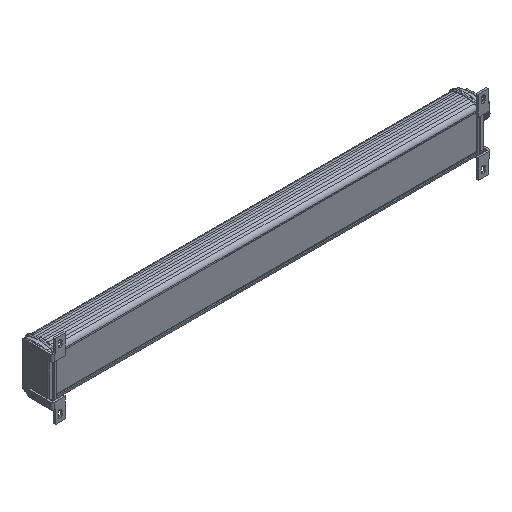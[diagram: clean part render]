
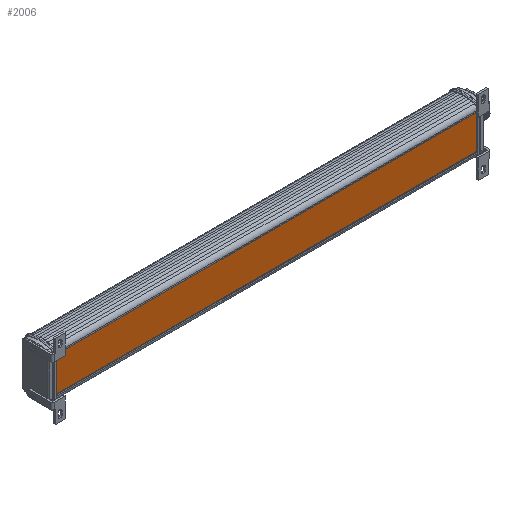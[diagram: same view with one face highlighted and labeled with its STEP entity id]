
A CAD part, isometric view. The second image highlights one B-rep face of the part: STEP entity #2006.
In plain terms, the highlighted planar face has unit normal (0, -1, 0).
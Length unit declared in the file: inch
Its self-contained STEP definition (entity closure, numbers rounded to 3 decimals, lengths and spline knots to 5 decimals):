
#5 = EDGE_CURVE ( 'Defeatured_0_131+Defeatured_0_130+Defeatured_0_238+Defeatured_0_9', #23075, #8731, #10532, .T. ) ;
#1870 = AXIS2_PLACEMENT_3D ( 'NONE', #2552, #19206, #16399 ) ;
#2006 = ADVANCED_FACE ( 'Defeatured_0_130', ( #7314 ), #7160, .T. ) ;
#2552 = CARTESIAN_POINT ( 'NONE',  ( 8.23796, 0.04996, -0.71124 ) ) ;
#3284 = LINE ( 'NONE', #28956, #15929 ) ;
#3367 = VECTOR ( 'NONE', #23363, 39.37008 ) ;
#4200 = VECTOR ( 'NONE', #20152, 39.37008 ) ;
#4567 = VECTOR ( 'NONE', #23328, 39.37008 ) ;
#4716 = CARTESIAN_POINT ( 'NONE',  ( -11.01401, 0.04996, -0.71124 ) ) ;
#5062 = DIRECTION ( 'NONE',  ( 0., 0., 1. ) ) ;
#5277 = EDGE_CURVE ( 'Defeatured_0_9+Defeatured_0_130+Defeatured_0_131+Defeatured_0_129', #8731, #30268, #3284, .T. ) ;
#6175 = CARTESIAN_POINT ( 'NONE',  ( 8.19859, 0.04996, -0.71124 ) ) ;
#7073 = CARTESIAN_POINT ( 'NONE',  ( 8.23796, 0.04996, 0.86356 ) ) ;
#7160 = PLANE ( 'NONE',  #1870 ) ;
#7243 = ORIENTED_EDGE ( 'NONE', *, *, #5, .F. ) ;
#7314 = FACE_OUTER_BOUND ( 'NONE', #25333, .T. ) ;
#7672 = CARTESIAN_POINT ( 'NONE',  ( 8.19859, 0.04996, 0.86356 ) ) ;
#8731 = VERTEX_POINT ( 'NONE', #4716 ) ;
#10532 = LINE ( 'NONE', #29927, #4200 ) ;
#12635 = ORIENTED_EDGE ( 'NONE', *, *, #5277, .F. ) ;
#15929 = VECTOR ( 'NONE', #5062, 39.37008 ) ;
#16399 = DIRECTION ( 'NONE',  ( 1., 0., 0. ) ) ;
#19206 = DIRECTION ( 'NONE',  ( 0., -1., 0. ) ) ;
#19524 = EDGE_CURVE ( 'Defeatured_0_130+Defeatured_0_129+Defeatured_0_238+Defeatured_0_9', #27103, #30268, #22319, .T. ) ;
#20152 = DIRECTION ( 'NONE',  ( -1., 0., 0. ) ) ;
#22319 = LINE ( 'NONE', #7073, #3367 ) ;
#22648 = CARTESIAN_POINT ( 'NONE',  ( -11.01401, 0.04996, 0.86356 ) ) ;
#22759 = ORIENTED_EDGE ( 'NONE', *, *, #28579, .F. ) ;
#23075 = VERTEX_POINT ( 'NONE', #6175 ) ;
#23123 = CARTESIAN_POINT ( 'NONE',  ( 8.19859, 0.04996, -0.71124 ) ) ;
#23315 = ORIENTED_EDGE ( 'NONE', *, *, #19524, .T. ) ;
#23328 = DIRECTION ( 'NONE',  ( 0., 0., -1. ) ) ;
#23363 = DIRECTION ( 'NONE',  ( -1., 0., 0. ) ) ;
#25333 = EDGE_LOOP ( 'NONE', ( #22759, #23315, #12635, #7243 ) ) ;
#27103 = VERTEX_POINT ( 'NONE', #7672 ) ;
#28579 = EDGE_CURVE ( 'Defeatured_0_238+Defeatured_0_130+Defeatured_0_129+Defeatured_0_131', #27103, #23075, #30167, .T. ) ;
#28956 = CARTESIAN_POINT ( 'NONE',  ( -11.01401, 0.04996, -0.71124 ) ) ;
#29927 = CARTESIAN_POINT ( 'NONE',  ( 8.23796, 0.04996, -0.71124 ) ) ;
#30167 = LINE ( 'NONE', #23123, #4567 ) ;
#30268 = VERTEX_POINT ( 'NONE', #22648 ) ;
